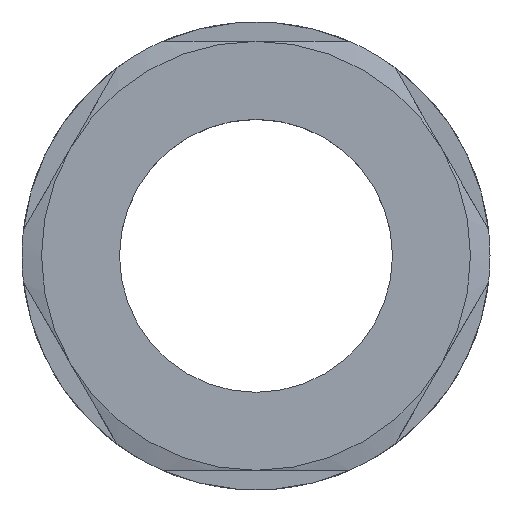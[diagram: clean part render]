
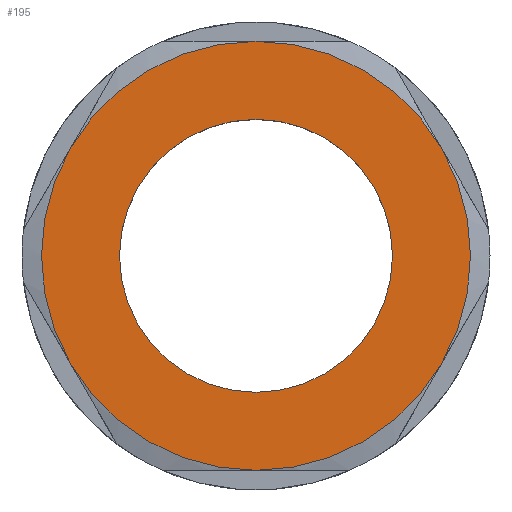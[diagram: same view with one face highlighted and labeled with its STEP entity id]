
A CAD part, top view. The second image highlights one B-rep face of the part: STEP entity #195.
In plain terms, the highlighted planar face has unit normal (0, 0, 1).
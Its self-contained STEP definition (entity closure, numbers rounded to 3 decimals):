
#32 = CARTESIAN_POINT ( 'NONE',  ( -9.526, 5.5, 2.5 ) ) ;
#46 = CIRCLE ( 'NONE', #827, 11. ) ;
#91 = VERTEX_POINT ( 'NONE', #737 ) ;
#106 = EDGE_CURVE ( 'NONE', #291, #475, #919, .T. ) ;
#107 = AXIS2_PLACEMENT_3D ( 'NONE', #860, #373, #941 ) ;
#110 = CARTESIAN_POINT ( 'NONE',  ( -9.526, -5.5, 2.5 ) ) ;
#112 = CARTESIAN_POINT ( 'NONE',  ( 9.526, -5.5, 2.5 ) ) ;
#127 = CIRCLE ( 'NONE', #706, 11. ) ;
#142 = CIRCLE ( 'NONE', #540, 11. ) ;
#159 = CARTESIAN_POINT ( 'NONE',  ( 0., 0., 2.5 ) ) ;
#172 = DIRECTION ( 'NONE',  ( 0., 1., 0. ) ) ;
#178 = CARTESIAN_POINT ( 'NONE',  ( 0., 0., 2.5 ) ) ;
#180 = ORIENTED_EDGE ( 'NONE', *, *, #895, .F. ) ;
#185 = AXIS2_PLACEMENT_3D ( 'NONE', #178, #755, #270 ) ;
#188 = CARTESIAN_POINT ( 'NONE',  ( 7., 0., 2.5 ) ) ;
#195 = ADVANCED_FACE ( 'NONE', ( #810, #795 ), #552, .T. ) ;
#203 = VERTEX_POINT ( 'NONE', #229 ) ;
#204 = DIRECTION ( 'NONE',  ( 0., 0., -1. ) ) ;
#229 = CARTESIAN_POINT ( 'NONE',  ( 0., 11., 2.5 ) ) ;
#235 = CIRCLE ( 'NONE', #185, 11. ) ;
#237 = CARTESIAN_POINT ( 'NONE',  ( 0., 0., 2.5 ) ) ;
#249 = DIRECTION ( 'NONE',  ( 0., 1., 0. ) ) ;
#257 = ORIENTED_EDGE ( 'NONE', *, *, #1050, .F. ) ;
#270 = DIRECTION ( 'NONE',  ( 0., 1., 0. ) ) ;
#284 = EDGE_CURVE ( 'NONE', #715, #291, #754, .T. ) ;
#287 = CARTESIAN_POINT ( 'NONE',  ( 0., 0., 2.5 ) ) ;
#291 = VERTEX_POINT ( 'NONE', #112 ) ;
#294 = CIRCLE ( 'NONE', #788, 7. ) ;
#341 = CIRCLE ( 'NONE', #107, 7. ) ;
#368 = DIRECTION ( 'NONE',  ( 1., 0., 0. ) ) ;
#373 = DIRECTION ( 'NONE',  ( 0., 0., 1. ) ) ;
#383 = VERTEX_POINT ( 'NONE', #188 ) ;
#412 = DIRECTION ( 'NONE',  ( 0., 0., -1. ) ) ;
#450 = CARTESIAN_POINT ( 'NONE',  ( 0., 0., 2.5 ) ) ;
#463 = CARTESIAN_POINT ( 'NONE',  ( 0., -11., 2.5 ) ) ;
#475 = VERTEX_POINT ( 'NONE', #463 ) ;
#514 = VERTEX_POINT ( 'NONE', #110 ) ;
#535 = CARTESIAN_POINT ( 'NONE',  ( 0., 0., 2.5 ) ) ;
#536 = DIRECTION ( 'NONE',  ( 0., 1., 0. ) ) ;
#540 = AXIS2_PLACEMENT_3D ( 'NONE', #159, #736, #249 ) ;
#552 = PLANE ( 'NONE',  #578 ) ;
#555 = EDGE_CURVE ( 'NONE', #203, #715, #46, .T. ) ;
#574 = CARTESIAN_POINT ( 'NONE',  ( 9.526, 5.5, 2.5 ) ) ;
#578 = AXIS2_PLACEMENT_3D ( 'NONE', #617, #761, #662 ) ;
#581 = EDGE_LOOP ( 'NONE', ( #1025, #991, #1018, #180, #671, #767 ) ) ;
#617 = CARTESIAN_POINT ( 'NONE',  ( 0., 0., 2.5 ) ) ;
#626 = DIRECTION ( 'NONE',  ( 0., 0., -1. ) ) ;
#662 = DIRECTION ( 'NONE',  ( 1., 0., 0. ) ) ;
#671 = ORIENTED_EDGE ( 'NONE', *, *, #106, .F. ) ;
#706 = AXIS2_PLACEMENT_3D ( 'NONE', #897, #412, #973 ) ;
#715 = VERTEX_POINT ( 'NONE', #574 ) ;
#733 = EDGE_CURVE ( 'NONE', #514, #1044, #142, .T. ) ;
#736 = DIRECTION ( 'NONE',  ( 0., 0., -1. ) ) ;
#737 = CARTESIAN_POINT ( 'NONE',  ( -7., 0., 2.5 ) ) ;
#740 = AXIS2_PLACEMENT_3D ( 'NONE', #237, #204, #172 ) ;
#747 = EDGE_CURVE ( 'NONE', #1044, #203, #127, .T. ) ;
#754 = CIRCLE ( 'NONE', #740, 11. ) ;
#755 = DIRECTION ( 'NONE',  ( 0., 0., -1. ) ) ;
#761 = DIRECTION ( 'NONE',  ( 0., 0., 1. ) ) ;
#767 = ORIENTED_EDGE ( 'NONE', *, *, #284, .F. ) ;
#788 = AXIS2_PLACEMENT_3D ( 'NONE', #287, #849, #368 ) ;
#795 = FACE_OUTER_BOUND ( 'NONE', #581, .T. ) ;
#810 = FACE_BOUND ( 'NONE', #1023, .T. ) ;
#827 = AXIS2_PLACEMENT_3D ( 'NONE', #450, #1019, #536 ) ;
#849 = DIRECTION ( 'NONE',  ( 0., 0., 1. ) ) ;
#860 = CARTESIAN_POINT ( 'NONE',  ( 0., 0., 2.5 ) ) ;
#873 = ORIENTED_EDGE ( 'NONE', *, *, #979, .F. ) ;
#884 = DIRECTION ( 'NONE',  ( 0., 1., 0. ) ) ;
#895 = EDGE_CURVE ( 'NONE', #475, #514, #235, .T. ) ;
#897 = CARTESIAN_POINT ( 'NONE',  ( 0., 0., 2.5 ) ) ;
#919 = CIRCLE ( 'NONE', #1032, 11. ) ;
#941 = DIRECTION ( 'NONE',  ( 1., 0., 0. ) ) ;
#973 = DIRECTION ( 'NONE',  ( 0., 1., 0. ) ) ;
#979 = EDGE_CURVE ( 'NONE', #383, #91, #294, .T. ) ;
#991 = ORIENTED_EDGE ( 'NONE', *, *, #747, .F. ) ;
#1018 = ORIENTED_EDGE ( 'NONE', *, *, #733, .F. ) ;
#1019 = DIRECTION ( 'NONE',  ( 0., 0., -1. ) ) ;
#1023 = EDGE_LOOP ( 'NONE', ( #873, #257 ) ) ;
#1025 = ORIENTED_EDGE ( 'NONE', *, *, #555, .F. ) ;
#1032 = AXIS2_PLACEMENT_3D ( 'NONE', #535, #626, #884 ) ;
#1044 = VERTEX_POINT ( 'NONE', #32 ) ;
#1050 = EDGE_CURVE ( 'NONE', #91, #383, #341, .T. ) ;
